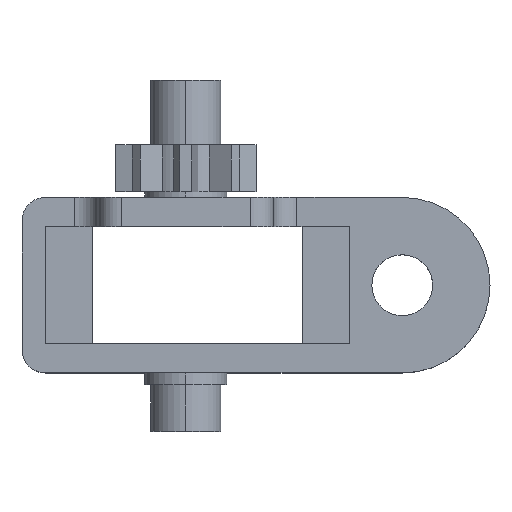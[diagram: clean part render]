
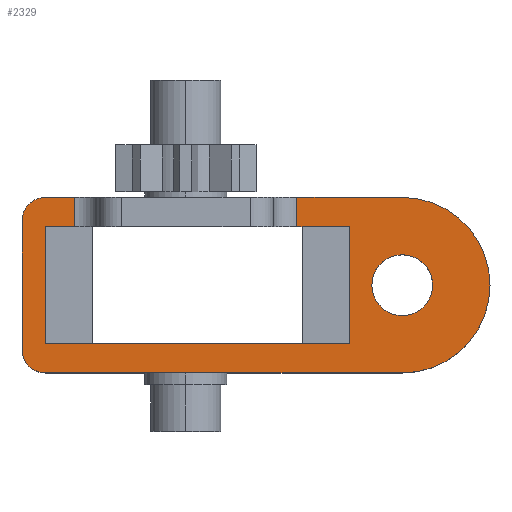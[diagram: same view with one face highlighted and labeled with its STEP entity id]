
A CAD part, top view. The second image highlights one B-rep face of the part: STEP entity #2329.
In plain terms, the highlighted planar face has unit normal (0, 0, 1).
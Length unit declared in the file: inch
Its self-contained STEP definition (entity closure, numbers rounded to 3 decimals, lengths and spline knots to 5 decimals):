
#33 = EDGE_CURVE ( 'NONE', #843, #1029, #1399, .T. ) ;
#40 = VERTEX_POINT ( 'NONE', #2142 ) ;
#75 = VERTEX_POINT ( 'NONE', #861 ) ;
#106 = LINE ( 'NONE', #1258, #2237 ) ;
#109 = VECTOR ( 'NONE', #350, 39.37008 ) ;
#128 = VECTOR ( 'NONE', #234, 39.37008 ) ;
#152 = CARTESIAN_POINT ( 'NONE',  ( 0.625, 0., 0.175 ) ) ;
#157 = CARTESIAN_POINT ( 'NONE',  ( -0.775, 0., 0.175 ) ) ;
#161 = ORIENTED_EDGE ( 'NONE', *, *, #2298, .T. ) ;
#196 = EDGE_CURVE ( 'NONE', #75, #646, #1658, .T. ) ;
#219 = ORIENTED_EDGE ( 'NONE', *, *, #1059, .T. ) ;
#234 = DIRECTION ( 'NONE',  ( -1., 0., 0. ) ) ;
#279 = DIRECTION ( 'NONE',  ( -1., 0., 0. ) ) ;
#326 = VECTOR ( 'NONE', #817, 39.37008 ) ;
#328 = DIRECTION ( 'NONE',  ( 1., 0., 0. ) ) ;
#341 = AXIS2_PLACEMENT_3D ( 'NONE', #1828, #1247, #1056 ) ;
#350 = DIRECTION ( 'NONE',  ( 0., -1., 0. ) ) ;
#375 = CARTESIAN_POINT ( 'NONE',  ( 0., -0.25, 0.175 ) ) ;
#408 = LINE ( 'NONE', #1178, #2171 ) ;
#429 = EDGE_CURVE ( 'NONE', #1029, #2059, #1404, .T. ) ;
#431 = ORIENTED_EDGE ( 'NONE', *, *, #196, .T. ) ;
#439 = VECTOR ( 'NONE', #1772, 39.37008 ) ;
#477 = FACE_OUTER_BOUND ( 'NONE', #2116, .T. ) ;
#489 = CARTESIAN_POINT ( 'NONE',  ( -0.9, 0., 0.175 ) ) ;
#500 = LINE ( 'NONE', #2418, #603 ) ;
#514 = DIRECTION ( 'NONE',  ( -1., 0., 0. ) ) ;
#540 = ORIENTED_EDGE ( 'NONE', *, *, #801, .F. ) ;
#542 = CARTESIAN_POINT ( 'NONE',  ( -0.9, -0.275, 0.175 ) ) ;
#589 = LINE ( 'NONE', #375, #1002 ) ;
#603 = VECTOR ( 'NONE', #1270, 39.37008 ) ;
#615 = EDGE_CURVE ( 'NONE', #884, #1932, #1857, .T. ) ;
#646 = VERTEX_POINT ( 'NONE', #1273 ) ;
#663 = AXIS2_PLACEMENT_3D ( 'NONE', #883, #1816, #514 ) ;
#665 = CARTESIAN_POINT ( 'NONE',  ( 0.625, 0., 0.175 ) ) ;
#717 = ORIENTED_EDGE ( 'NONE', *, *, #1324, .F. ) ;
#727 = CIRCLE ( 'NONE', #1288, 0.13 ) ;
#752 = DIRECTION ( 'NONE',  ( 0., 0., 1. ) ) ;
#783 = AXIS2_PLACEMENT_3D ( 'NONE', #542, #1881, #1545 ) ;
#801 = EDGE_CURVE ( 'NONE', #849, #2305, #589, .T. ) ;
#811 = ORIENTED_EDGE ( 'NONE', *, *, #1281, .F. ) ;
#817 = DIRECTION ( 'NONE',  ( -1., 0., 0. ) ) ;
#843 = VERTEX_POINT ( 'NONE', #1417 ) ;
#849 = VERTEX_POINT ( 'NONE', #1195 ) ;
#860 = DIRECTION ( 'NONE',  ( 0., 0., 1. ) ) ;
#861 = CARTESIAN_POINT ( 'NONE',  ( -0.775, 0.25, 0.175 ) ) ;
#865 = CARTESIAN_POINT ( 'NONE',  ( 0.755, 0., 0.175 ) ) ;
#867 = CIRCLE ( 'NONE', #1587, 0.1 ) ;
#872 = ORIENTED_EDGE ( 'NONE', *, *, #33, .T. ) ;
#883 = CARTESIAN_POINT ( 'NONE',  ( 0., 0., 0.175 ) ) ;
#884 = VERTEX_POINT ( 'NONE', #1208 ) ;
#894 = DIRECTION ( 'NONE',  ( -1., 0., 0. ) ) ;
#919 = ORIENTED_EDGE ( 'NONE', *, *, #2309, .F. ) ;
#930 = CARTESIAN_POINT ( 'NONE',  ( 0.625, 0.375, 0.175 ) ) ;
#962 = EDGE_LOOP ( 'NONE', ( #919, #2400 ) ) ;
#965 = EDGE_CURVE ( 'NONE', #2059, #1076, #1170, .T. ) ;
#1000 = VECTOR ( 'NONE', #1297, 39.37008 ) ;
#1002 = VECTOR ( 'NONE', #1543, 39.37008 ) ;
#1019 = EDGE_CURVE ( 'NONE', #1863, #1410, #727, .T. ) ;
#1022 = EDGE_CURVE ( 'NONE', #2305, #1089, #500, .T. ) ;
#1029 = VERTEX_POINT ( 'NONE', #1868 ) ;
#1050 = EDGE_CURVE ( 'NONE', #40, #849, #2200, .T. ) ;
#1056 = DIRECTION ( 'NONE',  ( 1., 0., 0. ) ) ;
#1059 = EDGE_CURVE ( 'NONE', #646, #1627, #106, .T. ) ;
#1076 = VERTEX_POINT ( 'NONE', #930 ) ;
#1078 = CARTESIAN_POINT ( 'NONE',  ( -1., -0.375, 0.175 ) ) ;
#1089 = VERTEX_POINT ( 'NONE', #1517 ) ;
#1093 = CARTESIAN_POINT ( 'NONE',  ( -1., -0.375, 0.175 ) ) ;
#1096 = CARTESIAN_POINT ( 'NONE',  ( 0.175, 0.375, 0.175 ) ) ;
#1104 = LINE ( 'NONE', #1949, #109 ) ;
#1144 = CIRCLE ( 'NONE', #783, 0.1 ) ;
#1170 = CIRCLE ( 'NONE', #2076, 0.375 ) ;
#1178 = CARTESIAN_POINT ( 'NONE',  ( -1., 0.375, 0.175 ) ) ;
#1192 = LINE ( 'NONE', #1951, #128 ) ;
#1194 = ORIENTED_EDGE ( 'NONE', *, *, #429, .T. ) ;
#1195 = CARTESIAN_POINT ( 'NONE',  ( -0.9, -0.25, 0.175 ) ) ;
#1203 = CARTESIAN_POINT ( 'NONE',  ( 0., 0.25, 0.175 ) ) ;
#1208 = CARTESIAN_POINT ( 'NONE',  ( -1., 0.275, 0.175 ) ) ;
#1247 = DIRECTION ( 'NONE',  ( 0., 0., 1. ) ) ;
#1258 = CARTESIAN_POINT ( 'NONE',  ( -1., 0.375, 0.175 ) ) ;
#1270 = DIRECTION ( 'NONE',  ( 0., 1., 0. ) ) ;
#1273 = CARTESIAN_POINT ( 'NONE',  ( -0.775, 0.375, 0.175 ) ) ;
#1280 = LINE ( 'NONE', #1078, #2176 ) ;
#1281 = EDGE_CURVE ( 'NONE', #1089, #1616, #1380, .T. ) ;
#1288 = AXIS2_PLACEMENT_3D ( 'NONE', #665, #1478, #1665 ) ;
#1297 = DIRECTION ( 'NONE',  ( 0., 1., 0. ) ) ;
#1324 = EDGE_CURVE ( 'NONE', #75, #40, #1192, .T. ) ;
#1338 = CARTESIAN_POINT ( 'NONE',  ( -1., -0.275, 0.175 ) ) ;
#1365 = ORIENTED_EDGE ( 'NONE', *, *, #2417, .T. ) ;
#1380 = LINE ( 'NONE', #1203, #326 ) ;
#1399 = LINE ( 'NONE', #2152, #439 ) ;
#1404 = CIRCLE ( 'NONE', #1958, 0.375 ) ;
#1406 = VECTOR ( 'NONE', #1814, 39.37008 ) ;
#1410 = VERTEX_POINT ( 'NONE', #865 ) ;
#1417 = CARTESIAN_POINT ( 'NONE',  ( -0.3, -0.375, 0.175 ) ) ;
#1425 = CIRCLE ( 'NONE', #341, 0.13 ) ;
#1442 = FACE_BOUND ( 'NONE', #962, .T. ) ;
#1470 = PLANE ( 'NONE',  #663 ) ;
#1478 = DIRECTION ( 'NONE',  ( 0., 0., 1. ) ) ;
#1487 = CARTESIAN_POINT ( 'NONE',  ( 0.495, 0., 0.175 ) ) ;
#1517 = CARTESIAN_POINT ( 'NONE',  ( 0.4, 0.25, 0.175 ) ) ;
#1543 = DIRECTION ( 'NONE',  ( 1., 0., 0. ) ) ;
#1545 = DIRECTION ( 'NONE',  ( -1., 0., 0. ) ) ;
#1551 = CARTESIAN_POINT ( 'NONE',  ( -0.9, 0.375, 0.175 ) ) ;
#1587 = AXIS2_PLACEMENT_3D ( 'NONE', #2407, #752, #1691 ) ;
#1594 = ORIENTED_EDGE ( 'NONE', *, *, #615, .T. ) ;
#1616 = VERTEX_POINT ( 'NONE', #2307 ) ;
#1627 = VERTEX_POINT ( 'NONE', #1551 ) ;
#1658 = LINE ( 'NONE', #157, #1000 ) ;
#1665 = DIRECTION ( 'NONE',  ( 1., 0., 0. ) ) ;
#1681 = CARTESIAN_POINT ( 'NONE',  ( 1., 0., 0.175 ) ) ;
#1691 = DIRECTION ( 'NONE',  ( -1., 0., 0. ) ) ;
#1721 = EDGE_CURVE ( 'NONE', #1076, #1967, #408, .T. ) ;
#1747 = ORIENTED_EDGE ( 'NONE', *, *, #2069, .T. ) ;
#1748 = DIRECTION ( 'NONE',  ( -1., 0., 0. ) ) ;
#1757 = CARTESIAN_POINT ( 'NONE',  ( 0.625, 0., 0.175 ) ) ;
#1772 = DIRECTION ( 'NONE',  ( 1., 0., 0. ) ) ;
#1786 = ORIENTED_EDGE ( 'NONE', *, *, #1022, .F. ) ;
#1814 = DIRECTION ( 'NONE',  ( 0., -1., 0. ) ) ;
#1816 = DIRECTION ( 'NONE',  ( 0., 0., -1. ) ) ;
#1827 = DIRECTION ( 'NONE',  ( -1., 0., 0. ) ) ;
#1828 = CARTESIAN_POINT ( 'NONE',  ( 0.625, 0., 0.175 ) ) ;
#1857 = LINE ( 'NONE', #1093, #2036 ) ;
#1863 = VERTEX_POINT ( 'NONE', #1487 ) ;
#1868 = CARTESIAN_POINT ( 'NONE',  ( 0.625, -0.375, 0.175 ) ) ;
#1879 = ORIENTED_EDGE ( 'NONE', *, *, #1050, .F. ) ;
#1881 = DIRECTION ( 'NONE',  ( 0., 0., 1. ) ) ;
#1932 = VERTEX_POINT ( 'NONE', #1338 ) ;
#1949 = CARTESIAN_POINT ( 'NONE',  ( 0.175, 0., 0.175 ) ) ;
#1951 = CARTESIAN_POINT ( 'NONE',  ( 0., 0.25, 0.175 ) ) ;
#1958 = AXIS2_PLACEMENT_3D ( 'NONE', #1757, #860, #279 ) ;
#1967 = VERTEX_POINT ( 'NONE', #1096 ) ;
#2036 = VECTOR ( 'NONE', #2204, 39.37008 ) ;
#2059 = VERTEX_POINT ( 'NONE', #1681 ) ;
#2069 = EDGE_CURVE ( 'NONE', #1932, #2106, #1144, .T. ) ;
#2071 = ORIENTED_EDGE ( 'NONE', *, *, #1721, .T. ) ;
#2073 = CARTESIAN_POINT ( 'NONE',  ( -0.9, -0.375, 0.175 ) ) ;
#2076 = AXIS2_PLACEMENT_3D ( 'NONE', #152, #2210, #894 ) ;
#2078 = ORIENTED_EDGE ( 'NONE', *, *, #2433, .T. ) ;
#2106 = VERTEX_POINT ( 'NONE', #2073 ) ;
#2116 = EDGE_LOOP ( 'NONE', ( #2071, #2078, #811, #1786, #540, #1879, #717, #431, #219, #1365, #1594, #1747, #161, #872, #1194, #2335 ) ) ;
#2142 = CARTESIAN_POINT ( 'NONE',  ( -0.9, 0.25, 0.175 ) ) ;
#2152 = CARTESIAN_POINT ( 'NONE',  ( -1., -0.375, 0.175 ) ) ;
#2171 = VECTOR ( 'NONE', #1748, 39.37008 ) ;
#2176 = VECTOR ( 'NONE', #328, 39.37008 ) ;
#2200 = LINE ( 'NONE', #489, #1406 ) ;
#2204 = DIRECTION ( 'NONE',  ( 0., -1., 0. ) ) ;
#2210 = DIRECTION ( 'NONE',  ( 0., 0., 1. ) ) ;
#2237 = VECTOR ( 'NONE', #1827, 39.37008 ) ;
#2298 = EDGE_CURVE ( 'NONE', #2106, #843, #1280, .T. ) ;
#2305 = VERTEX_POINT ( 'NONE', #2375 ) ;
#2307 = CARTESIAN_POINT ( 'NONE',  ( 0.175, 0.25, 0.175 ) ) ;
#2309 = EDGE_CURVE ( 'NONE', #1410, #1863, #1425, .T. ) ;
#2329 = ADVANCED_FACE ( 'NONE', ( #1442, #477 ), #1470, .F. ) ;
#2335 = ORIENTED_EDGE ( 'NONE', *, *, #965, .T. ) ;
#2375 = CARTESIAN_POINT ( 'NONE',  ( 0.4, -0.25, 0.175 ) ) ;
#2400 = ORIENTED_EDGE ( 'NONE', *, *, #1019, .F. ) ;
#2407 = CARTESIAN_POINT ( 'NONE',  ( -0.9, 0.275, 0.175 ) ) ;
#2417 = EDGE_CURVE ( 'NONE', #1627, #884, #867, .T. ) ;
#2418 = CARTESIAN_POINT ( 'NONE',  ( 0.4, 0., 0.175 ) ) ;
#2433 = EDGE_CURVE ( 'NONE', #1967, #1616, #1104, .T. ) ;
